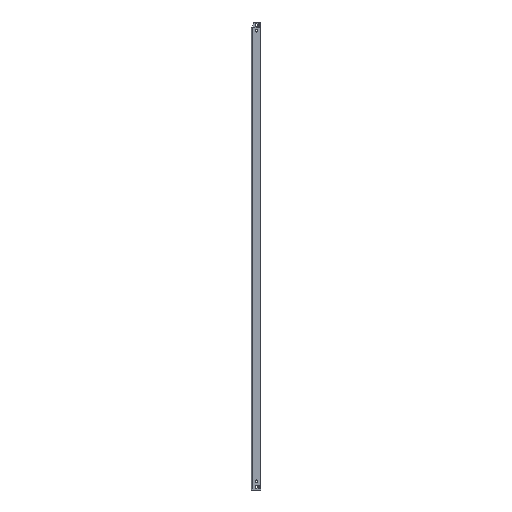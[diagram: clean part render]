
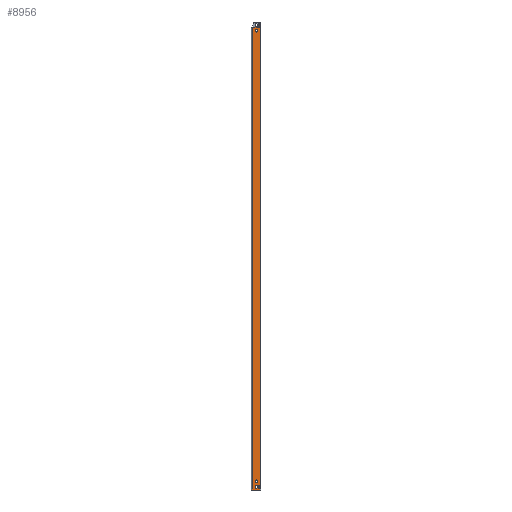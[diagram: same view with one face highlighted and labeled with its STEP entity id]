
A CAD part, left-side view. The second image highlights one B-rep face of the part: STEP entity #8956.
In plain terms, the highlighted planar face has unit normal (-1, 0, 0).
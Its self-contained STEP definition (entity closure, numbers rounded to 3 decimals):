
#2528=DIRECTION('',(0.,0.,-1.));
#2529=VECTOR('',#2528,2966.032);
#2530=CARTESIAN_POINT('',(-37.5,1.37,-33.968));
#2531=LINE('',#2530,#2529);
#3210=DIRECTION('',(0.,0.,-1.));
#3211=VECTOR('',#3210,1.01);
#3212=CARTESIAN_POINT('',(-37.5,50.,-33.99));
#3213=LINE('',#3212,#3211);
#3214=DIRECTION('',(0.,-1.,0.));
#3215=VECTOR('',#3214,48.33);
#3216=CARTESIAN_POINT('',(-37.5,50.,-33.99));
#3217=LINE('',#3216,#3215);
#3218=CARTESIAN_POINT('',(-37.5,1.67,-33.99));
#3219=CARTESIAN_POINT('',(-37.5,1.637,-33.99));
#3220=CARTESIAN_POINT('',(-37.5,1.57,-33.988));
#3221=CARTESIAN_POINT('',(-37.5,1.47,-33.981));
#3222=CARTESIAN_POINT('',(-37.5,1.404,-33.973));
#3223=CARTESIAN_POINT('',(-37.5,1.37,-33.968));
#3225=DIRECTION('',(0.,0.,-1.));
#3226=VECTOR('',#3225,2965.);
#3227=CARTESIAN_POINT('',(-37.5,52.751,-35.));
#3228=LINE('',#3227,#3226);
#3229=DIRECTION('',(0.,-1.,0.));
#3230=VECTOR('',#3229,2.751);
#3231=CARTESIAN_POINT('',(-37.5,52.751,-35.));
#3232=LINE('',#3231,#3230);
#3233=DIRECTION('',(0.,0.,-1.));
#3234=VECTOR('',#3233,13.);
#3235=CARTESIAN_POINT('',(-37.5,29.97,-50.));
#3236=LINE('',#3235,#3234);
#3237=CARTESIAN_POINT('',(-37.5,26.47,-63.));
#3238=DIRECTION('',(1.,0.,0.));
#3239=DIRECTION('',(0.,-1.,0.));
#3240=AXIS2_PLACEMENT_3D('',#3237,#3238,#3239);
#3242=DIRECTION('',(0.,0.,1.));
#3243=VECTOR('',#3242,13.);
#3244=CARTESIAN_POINT('',(-37.5,22.97,-63.));
#3245=LINE('',#3244,#3243);
#3246=CARTESIAN_POINT('',(-37.5,26.47,-50.));
#3247=DIRECTION('',(1.,0.,0.));
#3248=DIRECTION('',(0.,1.,0.));
#3249=AXIS2_PLACEMENT_3D('',#3246,#3247,#3248);
#3251=DIRECTION('',(0.,0.,-1.));
#3252=VECTOR('',#3251,13.);
#3253=CARTESIAN_POINT('',(-37.5,15.,-2973.5));
#3254=LINE('',#3253,#3252);
#3255=CARTESIAN_POINT('',(-37.5,11.5,-2986.5));
#3256=DIRECTION('',(1.,0.,0.));
#3257=DIRECTION('',(0.,-1.,0.));
#3258=AXIS2_PLACEMENT_3D('',#3255,#3256,#3257);
#3260=DIRECTION('',(0.,0.,1.));
#3261=VECTOR('',#3260,13.);
#3262=CARTESIAN_POINT('',(-37.5,8.,-2986.5));
#3263=LINE('',#3262,#3261);
#3264=CARTESIAN_POINT('',(-37.5,11.5,-2973.5));
#3265=DIRECTION('',(1.,0.,0.));
#3266=DIRECTION('',(0.,1.,0.));
#3267=AXIS2_PLACEMENT_3D('',#3264,#3265,#3266);
#3269=DIRECTION('',(0.,0.,-1.));
#3270=VECTOR('',#3269,13.);
#3271=CARTESIAN_POINT('',(-37.5,30.,-2973.5));
#3272=LINE('',#3271,#3270);
#3273=CARTESIAN_POINT('',(-37.5,26.5,-2986.5));
#3274=DIRECTION('',(1.,0.,0.));
#3275=DIRECTION('',(0.,-1.,0.));
#3276=AXIS2_PLACEMENT_3D('',#3273,#3274,#3275);
#3278=DIRECTION('',(0.,0.,1.));
#3279=VECTOR('',#3278,13.);
#3280=CARTESIAN_POINT('',(-37.5,23.,-2986.5));
#3281=LINE('',#3280,#3279);
#3282=CARTESIAN_POINT('',(-37.5,26.5,-2973.5));
#3283=DIRECTION('',(1.,0.,0.));
#3284=DIRECTION('',(0.,1.,0.));
#3285=AXIS2_PLACEMENT_3D('',#3282,#3283,#3284);
#3287=DIRECTION('',(0.,0.,-1.));
#3288=VECTOR('',#3287,13.);
#3289=CARTESIAN_POINT('',(-37.5,30.,-2937.));
#3290=LINE('',#3289,#3288);
#3291=CARTESIAN_POINT('',(-37.5,26.5,-2950.));
#3292=DIRECTION('',(1.,0.,0.));
#3293=DIRECTION('',(0.,-1.,0.));
#3294=AXIS2_PLACEMENT_3D('',#3291,#3292,#3293);
#3296=DIRECTION('',(0.,0.,1.));
#3297=VECTOR('',#3296,13.);
#3298=CARTESIAN_POINT('',(-37.5,23.,-2950.));
#3299=LINE('',#3298,#3297);
#3300=CARTESIAN_POINT('',(-37.5,26.5,-2937.));
#3301=DIRECTION('',(1.,0.,0.));
#3302=DIRECTION('',(0.,1.,0.));
#3303=AXIS2_PLACEMENT_3D('',#3300,#3301,#3302);
#3439=DIRECTION('',(0.,-1.,0.));
#3440=VECTOR('',#3439,51.381);
#3441=CARTESIAN_POINT('',(-37.5,52.751,-3000.));
#3442=LINE('',#3441,#3440);
#5160=CARTESIAN_POINT('',(-37.5,52.751,-3000.));
#5161=CARTESIAN_POINT('',(-37.5,1.37,-3000.));
#5162=VERTEX_POINT('',#5160);
#5163=VERTEX_POINT('',#5161);
#5964=CARTESIAN_POINT('',(-37.5,29.97,-50.));
#5965=CARTESIAN_POINT('',(-37.5,29.97,-63.));
#5966=VERTEX_POINT('',#5964);
#5967=VERTEX_POINT('',#5965);
#5968=CARTESIAN_POINT('',(-37.5,22.97,-63.));
#5969=VERTEX_POINT('',#5968);
#5970=CARTESIAN_POINT('',(-37.5,22.97,-50.));
#5971=VERTEX_POINT('',#5970);
#5996=CARTESIAN_POINT('',(-37.5,15.,-2973.5));
#5997=CARTESIAN_POINT('',(-37.5,15.,-2986.5));
#5998=VERTEX_POINT('',#5996);
#5999=VERTEX_POINT('',#5997);
#6000=CARTESIAN_POINT('',(-37.5,8.,-2986.5));
#6001=VERTEX_POINT('',#6000);
#6002=CARTESIAN_POINT('',(-37.5,8.,-2973.5));
#6003=VERTEX_POINT('',#6002);
#6028=CARTESIAN_POINT('',(-37.5,30.,-2973.5));
#6029=CARTESIAN_POINT('',(-37.5,30.,-2986.5));
#6030=VERTEX_POINT('',#6028);
#6031=VERTEX_POINT('',#6029);
#6032=CARTESIAN_POINT('',(-37.5,23.,-2986.5));
#6033=VERTEX_POINT('',#6032);
#6034=CARTESIAN_POINT('',(-37.5,23.,-2973.5));
#6035=VERTEX_POINT('',#6034);
#6060=CARTESIAN_POINT('',(-37.5,30.,-2937.));
#6061=CARTESIAN_POINT('',(-37.5,30.,-2950.));
#6062=VERTEX_POINT('',#6060);
#6063=VERTEX_POINT('',#6061);
#6064=CARTESIAN_POINT('',(-37.5,23.,-2950.));
#6065=VERTEX_POINT('',#6064);
#6066=CARTESIAN_POINT('',(-37.5,23.,-2937.));
#6067=VERTEX_POINT('',#6066);
#6092=CARTESIAN_POINT('',(-37.5,52.751,-35.));
#6093=CARTESIAN_POINT('',(-37.5,50.,-35.));
#6094=VERTEX_POINT('',#6092);
#6095=VERTEX_POINT('',#6093);
#6194=CARTESIAN_POINT('',(-37.5,50.,-33.99));
#6195=VERTEX_POINT('',#6194);
#6218=CARTESIAN_POINT('',(-37.5,1.37,-33.968));
#6219=VERTEX_POINT('',#6218);
#6250=CARTESIAN_POINT('',(-37.5,1.67,-33.99));
#6251=VERTEX_POINT('',#6250);
#8898=CARTESIAN_POINT('',(-37.5,52.751,0.));
#8899=DIRECTION('',(-1.,0.,0.));
#8900=DIRECTION('',(0.,-1.,0.));
#8901=AXIS2_PLACEMENT_3D('',#8898,#8899,#8900);
#8902=PLANE('',#8901);
#8904=ORIENTED_EDGE('',*,*,#8903,.F.);
#8905=ORIENTED_EDGE('',*,*,#8889,.T.);
#8906=ORIENTED_EDGE('',*,*,#8287,.T.);
#8907=ORIENTED_EDGE('',*,*,#8306,.T.);
#8909=ORIENTED_EDGE('',*,*,#8908,.F.);
#8911=ORIENTED_EDGE('',*,*,#8910,.F.);
#8913=ORIENTED_EDGE('',*,*,#8912,.T.);
#8914=EDGE_LOOP('',(#8904,#8905,#8906,#8907,#8909,#8911,#8913));
#8915=FACE_OUTER_BOUND('',#8914,.F.);
#8917=ORIENTED_EDGE('',*,*,#8916,.T.);
#8919=ORIENTED_EDGE('',*,*,#8918,.F.);
#8921=ORIENTED_EDGE('',*,*,#8920,.T.);
#8923=ORIENTED_EDGE('',*,*,#8922,.F.);
#8924=EDGE_LOOP('',(#8917,#8919,#8921,#8923));
#8925=FACE_BOUND('',#8924,.F.);
#8927=ORIENTED_EDGE('',*,*,#8926,.T.);
#8929=ORIENTED_EDGE('',*,*,#8928,.F.);
#8931=ORIENTED_EDGE('',*,*,#8930,.T.);
#8933=ORIENTED_EDGE('',*,*,#8932,.F.);
#8934=EDGE_LOOP('',(#8927,#8929,#8931,#8933));
#8935=FACE_BOUND('',#8934,.F.);
#8937=ORIENTED_EDGE('',*,*,#8936,.T.);
#8939=ORIENTED_EDGE('',*,*,#8938,.F.);
#8941=ORIENTED_EDGE('',*,*,#8940,.T.);
#8943=ORIENTED_EDGE('',*,*,#8942,.F.);
#8944=EDGE_LOOP('',(#8937,#8939,#8941,#8943));
#8945=FACE_BOUND('',#8944,.F.);
#8947=ORIENTED_EDGE('',*,*,#8946,.T.);
#8949=ORIENTED_EDGE('',*,*,#8948,.F.);
#8951=ORIENTED_EDGE('',*,*,#8950,.T.);
#8953=ORIENTED_EDGE('',*,*,#8952,.F.);
#8954=EDGE_LOOP('',(#8947,#8949,#8951,#8953));
#8955=FACE_BOUND('',#8954,.F.);
#8956=ADVANCED_FACE('',(#8915,#8925,#8935,#8945,#8955),#8902,.T.);
#3224=B_SPLINE_CURVE_WITH_KNOTS('',3,(#3218,#3219,#3220,#3221,#3222,#3223),
.UNSPECIFIED.,.F.,.F.,(4,1,1,4),(0.,0.333,0.667,1.),
.UNSPECIFIED.);
#3241=CIRCLE('',#3240,3.5);
#3250=CIRCLE('',#3249,3.5);
#3259=CIRCLE('',#3258,3.5);
#3268=CIRCLE('',#3267,3.5);
#3277=CIRCLE('',#3276,3.5);
#3286=CIRCLE('',#3285,3.5);
#3295=CIRCLE('',#3294,3.5);
#3304=CIRCLE('',#3303,3.5);
#8287=EDGE_CURVE('',#6251,#6219,#3224,.T.);
#8306=EDGE_CURVE('',#6219,#5163,#2531,.T.);
#8889=EDGE_CURVE('',#6195,#6251,#3217,.T.);
#8903=EDGE_CURVE('',#6195,#6095,#3213,.T.);
#8908=EDGE_CURVE('',#5162,#5163,#3442,.T.);
#8910=EDGE_CURVE('',#6094,#5162,#3228,.T.);
#8912=EDGE_CURVE('',#6094,#6095,#3232,.T.);
#8916=EDGE_CURVE('',#5966,#5967,#3236,.T.);
#8918=EDGE_CURVE('',#5969,#5967,#3241,.T.);
#8920=EDGE_CURVE('',#5969,#5971,#3245,.T.);
#8922=EDGE_CURVE('',#5966,#5971,#3250,.T.);
#8926=EDGE_CURVE('',#5998,#5999,#3254,.T.);
#8928=EDGE_CURVE('',#6001,#5999,#3259,.T.);
#8930=EDGE_CURVE('',#6001,#6003,#3263,.T.);
#8932=EDGE_CURVE('',#5998,#6003,#3268,.T.);
#8936=EDGE_CURVE('',#6030,#6031,#3272,.T.);
#8938=EDGE_CURVE('',#6033,#6031,#3277,.T.);
#8940=EDGE_CURVE('',#6033,#6035,#3281,.T.);
#8942=EDGE_CURVE('',#6030,#6035,#3286,.T.);
#8946=EDGE_CURVE('',#6062,#6063,#3290,.T.);
#8948=EDGE_CURVE('',#6065,#6063,#3295,.T.);
#8950=EDGE_CURVE('',#6065,#6067,#3299,.T.);
#8952=EDGE_CURVE('',#6062,#6067,#3304,.T.);
